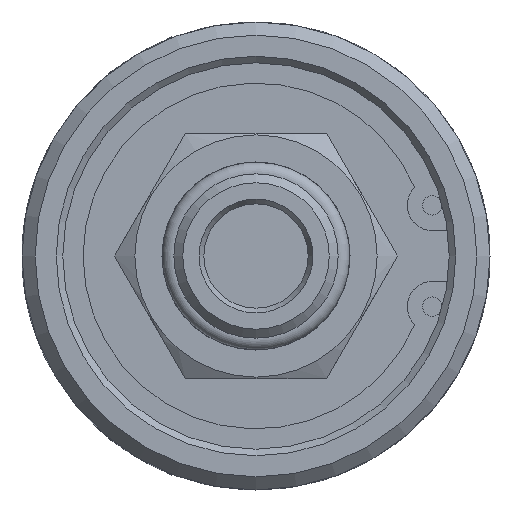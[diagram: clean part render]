
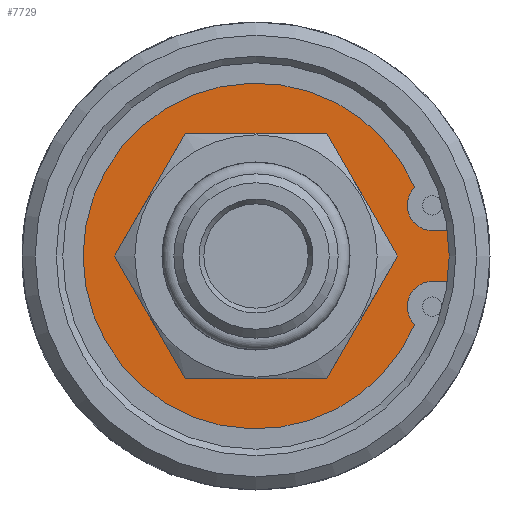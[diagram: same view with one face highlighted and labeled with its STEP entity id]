
A CAD part, left-side view. The second image highlights one B-rep face of the part: STEP entity #7729.
In plain terms, the highlighted planar face has unit normal (-1, 0, 0).
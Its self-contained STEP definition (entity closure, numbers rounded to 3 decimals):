
#104=FACE_BOUND('',#2686,.T.);
#702=LINE('',#20359,#1123);
#707=LINE('',#20377,#1128);
#1123=VECTOR('',#9330,10.);
#1128=VECTOR('',#9345,10.);
#1801=PLANE('',#8204);
#2203=FACE_OUTER_BOUND('',#2685,.T.);
#2685=EDGE_LOOP('',(#6979,#6980,#6981,#6982,#6983,#6984));
#2686=EDGE_LOOP('',(#6985,#6986));
#2892=CIRCLE('',#8087,13.9);
#2893=CIRCLE('',#8088,13.9);
#2914=CIRCLE('',#8144,3.048);
#2915=CIRCLE('',#8146,3.048);
#2916=CIRCLE('',#8148,21.057);
#2947=CIRCLE('',#8205,25.375);
#3594=VERTEX_POINT('',#20182);
#3595=VERTEX_POINT('',#20183);
#3653=VERTEX_POINT('',#20356);
#3654=VERTEX_POINT('',#20358);
#3658=VERTEX_POINT('',#20374);
#3659=VERTEX_POINT('',#20376);
#3660=VERTEX_POINT('',#20380);
#3661=VERTEX_POINT('',#20384);
#4651=EDGE_CURVE('',#3594,#3595,#2892,.T.);
#4652=EDGE_CURVE('',#3595,#3594,#2893,.T.);
#4734=EDGE_CURVE('',#3654,#3653,#702,.T.);
#4742=EDGE_CURVE('',#3659,#3658,#707,.T.);
#4744=EDGE_CURVE('',#3660,#3654,#2914,.T.);
#4746=EDGE_CURVE('',#3658,#3661,#2915,.T.);
#4748=EDGE_CURVE('',#3661,#3660,#2916,.T.);
#4800=EDGE_CURVE('',#3653,#3659,#2947,.T.);
#6979=ORIENTED_EDGE('',*,*,#4734,.T.);
#6980=ORIENTED_EDGE('',*,*,#4800,.T.);
#6981=ORIENTED_EDGE('',*,*,#4742,.T.);
#6982=ORIENTED_EDGE('',*,*,#4746,.T.);
#6983=ORIENTED_EDGE('',*,*,#4748,.T.);
#6984=ORIENTED_EDGE('',*,*,#4744,.T.);
#6985=ORIENTED_EDGE('',*,*,#4651,.T.);
#6986=ORIENTED_EDGE('',*,*,#4652,.T.);
#7729=ADVANCED_FACE('',(#2203,#104),#1801,.F.);
#8087=AXIS2_PLACEMENT_3D('',#20184,#9166,#9167);
#8088=AXIS2_PLACEMENT_3D('',#20185,#9168,#9169);
#8144=AXIS2_PLACEMENT_3D('',#20381,#9349,#9350);
#8146=AXIS2_PLACEMENT_3D('',#20385,#9354,#9355);
#8148=AXIS2_PLACEMENT_3D('',#20388,#9359,#9360);
#8204=AXIS2_PLACEMENT_3D('',#20522,#9488,#9489);
#8205=AXIS2_PLACEMENT_3D('',#20523,#9490,#9491);
#9166=DIRECTION('center_axis',(1.,0.,0.));
#9167=DIRECTION('ref_axis',(0.,0.,1.));
#9168=DIRECTION('center_axis',(1.,0.,0.));
#9169=DIRECTION('ref_axis',(0.,0.,1.));
#9330=DIRECTION('',(0.,-1.,0.));
#9345=DIRECTION('',(0.,1.,0.));
#9349=DIRECTION('center_axis',(1.,0.,0.));
#9350=DIRECTION('ref_axis',(0.,0.,1.));
#9354=DIRECTION('center_axis',(1.,0.,0.));
#9355=DIRECTION('ref_axis',(0.,-0.961,0.276));
#9359=DIRECTION('center_axis',(-1.,0.,0.));
#9360=DIRECTION('ref_axis',(0.,0.,-1.));
#9488=DIRECTION('center_axis',(1.,0.,0.));
#9489=DIRECTION('ref_axis',(0.,0.,-1.));
#9490=DIRECTION('center_axis',(-1.,0.,0.));
#9491=DIRECTION('ref_axis',(0.,1.,0.));
#20182=CARTESIAN_POINT('',(3.978,0.,13.9));
#20183=CARTESIAN_POINT('',(3.978,0.,-13.9));
#20184=CARTESIAN_POINT('Origin',(3.978,0.,0.));
#20185=CARTESIAN_POINT('Origin',(3.978,0.,0.));
#20356=CARTESIAN_POINT('',(3.978,-25.184,-3.112));
#20358=CARTESIAN_POINT('',(3.978,-21.461,-3.112));
#20359=CARTESIAN_POINT('',(3.978,-3.137,-3.112));
#20374=CARTESIAN_POINT('',(3.978,-21.461,3.112));
#20376=CARTESIAN_POINT('',(3.978,-25.184,3.112));
#20377=CARTESIAN_POINT('',(3.978,-1.275,3.112));
#20380=CARTESIAN_POINT('',(3.978,-19.334,-8.343));
#20381=CARTESIAN_POINT('Origin',(3.978,-21.461,-6.16));
#20384=CARTESIAN_POINT('',(3.978,-19.334,8.343));
#20385=CARTESIAN_POINT('Origin',(3.978,-21.461,6.16));
#20388=CARTESIAN_POINT('Origin',(3.978,0.,0.));
#20522=CARTESIAN_POINT('Origin',(3.978,18.91,0.));
#20523=CARTESIAN_POINT('Origin',(3.978,0.,0.));
